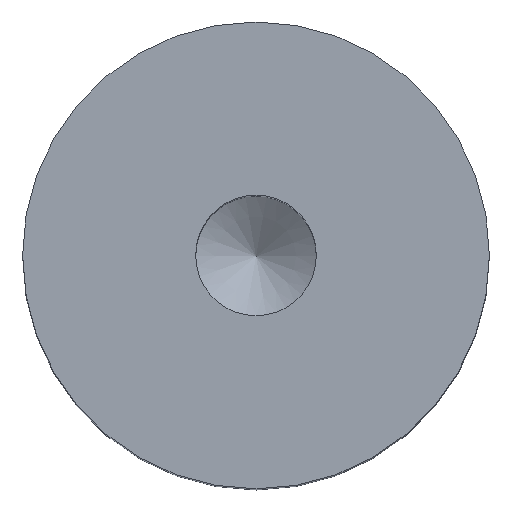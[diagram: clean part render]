
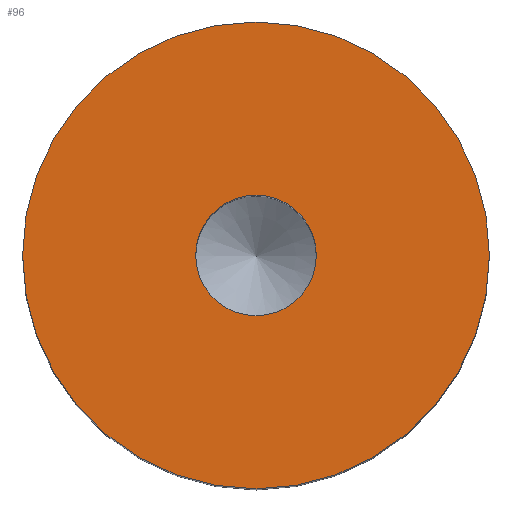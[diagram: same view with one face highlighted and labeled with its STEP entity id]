
A CAD part, top view. The second image highlights one B-rep face of the part: STEP entity #96.
In plain terms, the highlighted planar face has unit normal (0, 0, 1).
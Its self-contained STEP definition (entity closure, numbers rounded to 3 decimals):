
#15=FACE_BOUND('',#32,.T.);
#17=PLANE('',#129);
#25=FACE_OUTER_BOUND('',#31,.T.);
#31=EDGE_LOOP('',(#86));
#32=EDGE_LOOP('',(#87,#88));
#43=CIRCLE('',#121,1.55);
#44=CIRCLE('',#122,1.55);
#47=CIRCLE('',#127,6.);
#51=VERTEX_POINT('',#171);
#52=VERTEX_POINT('',#172);
#55=VERTEX_POINT('',#183);
#59=EDGE_CURVE('',#51,#52,#43,.T.);
#60=EDGE_CURVE('',#52,#51,#44,.T.);
#65=EDGE_CURVE('',#55,#55,#47,.T.);
#86=ORIENTED_EDGE('',*,*,#65,.T.);
#87=ORIENTED_EDGE('',*,*,#59,.T.);
#88=ORIENTED_EDGE('',*,*,#60,.T.);
#96=ADVANCED_FACE('',(#25,#15),#17,.T.);
#121=AXIS2_PLACEMENT_3D('',#173,#141,#142);
#122=AXIS2_PLACEMENT_3D('',#174,#143,#144);
#127=AXIS2_PLACEMENT_3D('',#184,#155,#156);
#129=AXIS2_PLACEMENT_3D('',#187,#160,#161);
#141=DIRECTION('center_axis',(0.,0.,-1.));
#142=DIRECTION('ref_axis',(1.,0.,0.));
#143=DIRECTION('center_axis',(0.,0.,-1.));
#144=DIRECTION('ref_axis',(1.,0.,0.));
#155=DIRECTION('center_axis',(0.,0.,1.));
#156=DIRECTION('ref_axis',(-1.,0.,0.));
#160=DIRECTION('center_axis',(0.,0.,1.));
#161=DIRECTION('ref_axis',(1.,0.,0.));
#171=CARTESIAN_POINT('',(1.55,0.,18.));
#172=CARTESIAN_POINT('',(-1.55,0.,18.));
#173=CARTESIAN_POINT('Origin',(0.,0.,18.));
#174=CARTESIAN_POINT('Origin',(0.,0.,18.));
#183=CARTESIAN_POINT('',(6.,0.,18.));
#184=CARTESIAN_POINT('Origin',(0.,0.,18.));
#187=CARTESIAN_POINT('Origin',(0.,0.,
18.));
